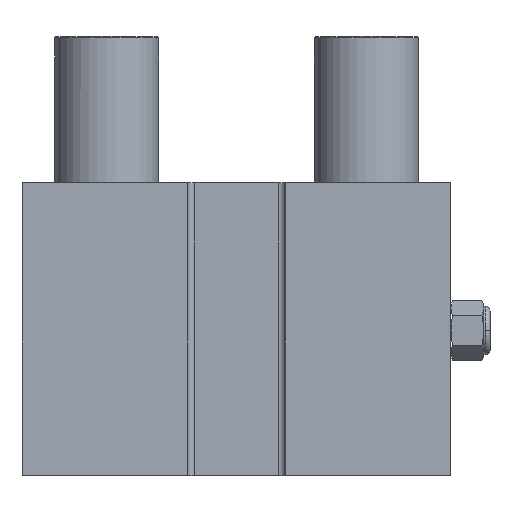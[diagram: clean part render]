
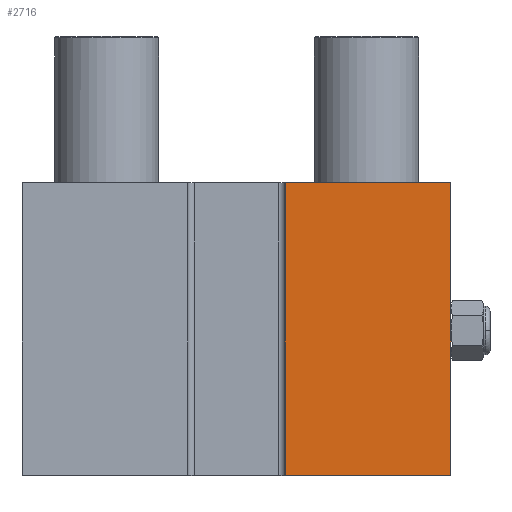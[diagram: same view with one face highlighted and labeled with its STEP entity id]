
A CAD part, top view. The second image highlights one B-rep face of the part: STEP entity #2716.
In plain terms, the highlighted planar face has unit normal (0, 0, 1).
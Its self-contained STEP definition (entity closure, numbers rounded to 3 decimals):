
#480 = ORIENTED_EDGE ( 'NONE', *, *, #1208, .T. ) ;
#542 = ORIENTED_EDGE ( 'NONE', *, *, #1211, .T. ) ;
#698 = ORIENTED_EDGE ( 'NONE', *, *, #1212, .T. ) ;
#713 = ORIENTED_EDGE ( 'NONE', *, *, #1215, .F. ) ;
#1208 = EDGE_CURVE ( 'NONE', #1291, #1262, #7329, .T. ) ;
#1211 = EDGE_CURVE ( 'NONE', #1259, #1260, #7330, .T. ) ;
#1212 = EDGE_CURVE ( 'NONE', #1260, #1291, #7335, .T. ) ;
#1215 = EDGE_CURVE ( 'NONE', #1259, #1262, #7333, .T. ) ;
#1259 = VERTEX_POINT ( 'NONE', #7607 ) ;
#1260 = VERTEX_POINT ( 'NONE', #7602 ) ;
#1262 = VERTEX_POINT ( 'NONE', #7601 ) ;
#1291 = VERTEX_POINT ( 'NONE', #7623 ) ;
#2716 = ADVANCED_FACE ( 'NONE', ( #4157 ), #5160, .T. ) ;
#4157 = FACE_OUTER_BOUND ( 'NONE', #4652, .T. ) ;
#4652 = EDGE_LOOP ( 'NONE', ( #713, #542, #698, #480 ) ) ;
#4946 = AXIS2_PLACEMENT_3D ( 'NONE', #5159, #5199, #5200 ) ;
#5159 = CARTESIAN_POINT ( 'NONE',  ( 4.542, 7.342, 4.615 ) ) ;
#5160 = PLANE ( 'NONE',  #4946 ) ;
#5199 = DIRECTION ( 'NONE',  ( 0., 0., 1. ) ) ;
#5200 = DIRECTION ( 'NONE',  ( 1., 0., 0. ) ) ;
#7329 = LINE ( 'NONE', #7506, #7331 ) ;
#7330 = LINE ( 'NONE', #7513, #7336 ) ;
#7331 = VECTOR ( 'NONE', #7500, 1000. ) ;
#7333 = LINE ( 'NONE', #7540, #7341 ) ;
#7335 = LINE ( 'NONE', #7519, #7338 ) ;
#7336 = VECTOR ( 'NONE', #7518, 1000. ) ;
#7338 = VECTOR ( 'NONE', #7520, 1000. ) ;
#7341 = VECTOR ( 'NONE', #7539, 1000. ) ;
#7500 = DIRECTION ( 'NONE',  ( -1., 0., 0. ) ) ;
#7506 = CARTESIAN_POINT ( 'NONE',  ( -28.458, 29.842, 4.615 ) ) ;
#7513 = CARTESIAN_POINT ( 'NONE',  ( -28.458, -15.158, 4.615 ) ) ;
#7518 = DIRECTION ( 'NONE',  ( 1., 0., 0. ) ) ;
#7519 = CARTESIAN_POINT ( 'NONE',  ( 37.542, 29.842, 4.615 ) ) ;
#7520 = DIRECTION ( 'NONE',  ( 0., 1., 0. ) ) ;
#7539 = DIRECTION ( 'NONE',  ( 0., 1., 0. ) ) ;
#7540 = CARTESIAN_POINT ( 'NONE',  ( 12.042, -15.158, 4.615 ) ) ;
#7601 = CARTESIAN_POINT ( 'NONE',  ( 12.042, 29.842, 4.615 ) ) ;
#7602 = CARTESIAN_POINT ( 'NONE',  ( 37.542, -15.158, 4.615 ) ) ;
#7607 = CARTESIAN_POINT ( 'NONE',  ( 12.042, -15.158, 4.615 ) ) ;
#7623 = CARTESIAN_POINT ( 'NONE',  ( 37.542, 29.842, 4.615 ) ) ;
